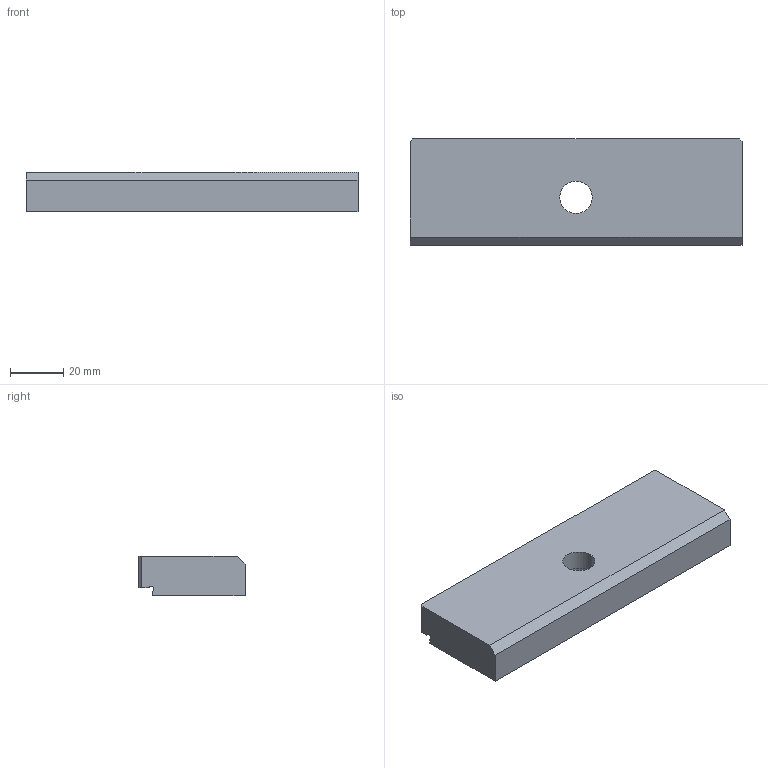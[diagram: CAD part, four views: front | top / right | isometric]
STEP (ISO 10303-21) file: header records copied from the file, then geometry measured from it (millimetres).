
FILE_DESCRIPTION (( 'STEP AP214' ), '1' );
FILE_NAME ('1701.280.stp', '2018-03-26T10:58:11', ( '' ), ( '' ), 'SwSTEP 2.0', 'SolidWorks 2016', '' );
FILE_SCHEMA (( 'AUTOMOTIVE_DESIGN' ));
Length unit declared in the file: millimetre
Products named in the file (1): 1701.280
Bounding box: 125 x 40 x 15 mm (x, y, z)
Volume: 69775.1 mm3; surface area: 15290.5 mm2
Topology: 1 solids, 1 shells, 20 faces, 51 edges, 34 vertices
Faces by surface type: plane 14, cylinder 6
Entity records: 645 total; most frequent: CARTESIAN_POINT 106, DIRECTION 105, ORIENTED_EDGE 102, EDGE_CURVE 51, VECTOR 39, LINE 39, VERTEX_POINT 34, AXIS2_PLACEMENT_3D 33
